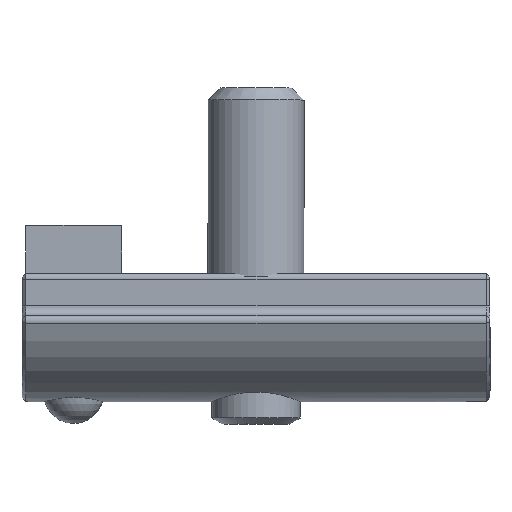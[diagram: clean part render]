
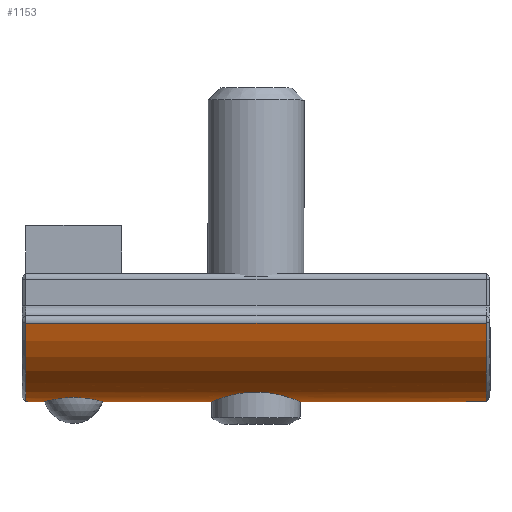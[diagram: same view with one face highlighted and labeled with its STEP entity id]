
A CAD part, left-side view. The second image highlights one B-rep face of the part: STEP entity #1153.
In plain terms, the highlighted cylindrical face has radius 9 mm (diameter 18 mm), a partial arc.
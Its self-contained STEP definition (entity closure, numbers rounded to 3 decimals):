
#99=LINE('',#1873,#181);
#100=LINE('',#1877,#182);
#181=VECTOR('',#1466,38.4);
#182=VECTOR('',#1471,38.4);
#273=B_SPLINE_CURVE_WITH_KNOTS('',3,(#1753,#1754,#1755,#1756,#1757,#1758,
#1759,#1760,#1761,#1762,#1763,#1764,#1765,#1766,#1767,#1768,#1769,#1770,
#1771,#1772,#1773,#1774,#1775,#1776,#1777,#1778,#1779,#1780,#1781,#1782,
#1783,#1784,#1785,#1786),.UNSPECIFIED.,.T.,.F.,(4,2,2,2,2,2,2,2,2,2,2,2,
2,2,2,2,4),(0.,0.097,0.193,0.29,0.387,
0.483,0.58,0.676,0.773,
0.87,0.966,1.063,1.16,1.256,
1.353,1.449,1.546),.UNSPECIFIED.);
#274=B_SPLINE_CURVE_WITH_KNOTS('',3,(#1880,#1881,#1882,#1883,#1884,#1885,
#1886,#1887,#1888,#1889,#1890,#1891,#1892,#1893,#1894,#1895,#1896,#1897,
#1898,#1899,#1900,#1901,#1902,#1903,#1904,#1905,#1906,#1907,#1908,#1909,
#1910,#1911,#1912,#1913),.UNSPECIFIED.,.T.,.F.,(4,2,2,2,2,2,2,2,2,2,2,2,
2,2,2,2,4),(0.,0.143,0.287,0.43,0.573,
0.716,0.859,1.002,1.145,1.289,
1.432,1.575,1.718,1.861,2.004,
2.148,2.291),.UNSPECIFIED.);
#284=CYLINDRICAL_SURFACE('',#1258,9.);
#300=FACE_BOUND('',#423,.T.);
#301=FACE_BOUND('',#424,.T.);
#339=FACE_OUTER_BOUND('',#422,.T.);
#422=EDGE_LOOP('',(#876,#877,#878,#879));
#423=EDGE_LOOP('',(#880));
#424=EDGE_LOOP('',(#881));
#517=CIRCLE('',#1242,9.);
#525=CIRCLE('',#1259,9.);
#562=VERTEX_POINT('',#1752);
#575=VERTEX_POINT('',#1818);
#578=VERTEX_POINT('',#1829);
#591=VERTEX_POINT('',#1872);
#592=VERTEX_POINT('',#1876);
#593=VERTEX_POINT('',#1879);
#663=EDGE_CURVE('',#562,#562,#273,.T.);
#686=EDGE_CURVE('',#575,#578,#517,.T.);
#706=EDGE_CURVE('',#591,#578,#99,.T.);
#708=EDGE_CURVE('',#592,#575,#100,.T.);
#709=EDGE_CURVE('',#591,#592,#525,.T.);
#710=EDGE_CURVE('',#593,#593,#274,.T.);
#876=ORIENTED_EDGE('',*,*,#686,.F.);
#877=ORIENTED_EDGE('',*,*,#708,.F.);
#878=ORIENTED_EDGE('',*,*,#709,.F.);
#879=ORIENTED_EDGE('',*,*,#706,.T.);
#880=ORIENTED_EDGE('',*,*,#663,.T.);
#881=ORIENTED_EDGE('',*,*,#710,.T.);
#1153=ADVANCED_FACE('',(#339,#300,#301),#284,.T.);
#1242=AXIS2_PLACEMENT_3D('',#1833,#1423,#1424);
#1258=AXIS2_PLACEMENT_3D('',#1875,#1469,#1470);
#1259=AXIS2_PLACEMENT_3D('',#1878,#1472,#1473);
#1423=DIRECTION('center_axis',(0.,1.,0.));
#1424=DIRECTION('ref_axis',(0.963,0.,-0.271));
#1466=DIRECTION('',(0.,1.,0.));
#1469=DIRECTION('center_axis',(0.,1.,0.));
#1470=DIRECTION('ref_axis',(0.963,0.,-0.271));
#1471=DIRECTION('',(0.,1.,0.));
#1472=DIRECTION('center_axis',(0.,-1.,0.));
#1473=DIRECTION('ref_axis',(0.963,0.,-0.271));
#1752=CARTESIAN_POINT('',(2.551,15.2,-4.899));
#1753=CARTESIAN_POINT('Ctrl Pts',(2.551,15.2,-4.899));
#1754=CARTESIAN_POINT('Ctrl Pts',(2.551,15.522,-4.899));
#1755=CARTESIAN_POINT('Ctrl Pts',(2.487,15.864,-4.919));
#1756=CARTESIAN_POINT('Ctrl Pts',(2.226,16.492,-4.99));
#1757=CARTESIAN_POINT('Ctrl Pts',(2.03,16.778,-5.04));
#1758=CARTESIAN_POINT('Ctrl Pts',(1.579,17.229,-5.132));
#1759=CARTESIAN_POINT('Ctrl Pts',(1.293,17.424,-5.181));
#1760=CARTESIAN_POINT('Ctrl Pts',(0.666,17.685,-5.249));
#1761=CARTESIAN_POINT('Ctrl Pts',(0.323,17.75,-5.268));
#1762=CARTESIAN_POINT('Ctrl Pts',(-0.321,17.75,-5.268));
#1763=CARTESIAN_POINT('Ctrl Pts',(-0.663,17.685,-5.249));
#1764=CARTESIAN_POINT('Ctrl Pts',(-1.291,17.424,-5.18));
#1765=CARTESIAN_POINT('Ctrl Pts',(-1.576,17.229,-5.132));
#1766=CARTESIAN_POINT('Ctrl Pts',(-2.027,16.778,-5.039));
#1767=CARTESIAN_POINT('Ctrl Pts',(-2.223,16.492,-4.99));
#1768=CARTESIAN_POINT('Ctrl Pts',(-2.484,15.864,-4.919));
#1769=CARTESIAN_POINT('Ctrl Pts',(-2.549,15.522,-4.899));
#1770=CARTESIAN_POINT('Ctrl Pts',(-2.549,14.878,-4.899));
#1771=CARTESIAN_POINT('Ctrl Pts',(-2.484,14.536,-4.919));
#1772=CARTESIAN_POINT('Ctrl Pts',(-2.223,13.908,-4.99));
#1773=CARTESIAN_POINT('Ctrl Pts',(-2.027,13.622,-5.039));
#1774=CARTESIAN_POINT('Ctrl Pts',(-1.576,13.171,-5.132));
#1775=CARTESIAN_POINT('Ctrl Pts',(-1.291,12.976,-5.18));
#1776=CARTESIAN_POINT('Ctrl Pts',(-0.663,12.715,-5.249));
#1777=CARTESIAN_POINT('Ctrl Pts',(-0.321,12.65,-5.268));
#1778=CARTESIAN_POINT('Ctrl Pts',(0.323,12.65,-5.268));
#1779=CARTESIAN_POINT('Ctrl Pts',(0.666,12.715,-5.249));
#1780=CARTESIAN_POINT('Ctrl Pts',(1.293,12.976,-5.181));
#1781=CARTESIAN_POINT('Ctrl Pts',(1.579,13.171,-5.132));
#1782=CARTESIAN_POINT('Ctrl Pts',(2.03,13.622,-5.04));
#1783=CARTESIAN_POINT('Ctrl Pts',(2.226,13.908,-4.99));
#1784=CARTESIAN_POINT('Ctrl Pts',(2.487,14.536,-4.919));
#1785=CARTESIAN_POINT('Ctrl Pts',(2.551,14.878,-4.899));
#1786=CARTESIAN_POINT('Ctrl Pts',(2.551,15.2,-4.899));
#1818=CARTESIAN_POINT('',(8.666,19.2,1.297));
#1829=CARTESIAN_POINT('',(-8.663,19.2,1.297));
#1833=CARTESIAN_POINT('Origin',(0.002,19.2,3.732));
#1872=CARTESIAN_POINT('',(-8.663,-19.2,1.297));
#1873=CARTESIAN_POINT('',(-8.663,0.,1.297));
#1875=CARTESIAN_POINT('Origin',(0.002,0.,3.732));
#1876=CARTESIAN_POINT('',(8.666,-19.2,1.297));
#1877=CARTESIAN_POINT('',(8.666,0.,1.297));
#1878=CARTESIAN_POINT('Origin',(0.002,-19.2,3.732));
#1879=CARTESIAN_POINT('',(3.75,0.,-4.45));
#1880=CARTESIAN_POINT('Ctrl Pts',(3.75,0.,-4.45));
#1881=CARTESIAN_POINT('Ctrl Pts',(3.75,0.478,-4.45));
#1882=CARTESIAN_POINT('Ctrl Pts',(3.653,0.982,-4.497));
#1883=CARTESIAN_POINT('Ctrl Pts',(3.269,1.904,-4.657));
#1884=CARTESIAN_POINT('Ctrl Pts',(2.982,2.322,-4.768));
#1885=CARTESIAN_POINT('Ctrl Pts',(2.322,2.981,-4.971));
#1886=CARTESIAN_POINT('Ctrl Pts',(1.904,3.269,-5.077));
#1887=CARTESIAN_POINT('Ctrl Pts',(0.982,3.654,-5.227));
#1888=CARTESIAN_POINT('Ctrl Pts',(0.477,3.75,-5.268));
#1889=CARTESIAN_POINT('Ctrl Pts',(-0.477,3.75,-5.268));
#1890=CARTESIAN_POINT('Ctrl Pts',(-0.982,3.653,-5.226));
#1891=CARTESIAN_POINT('Ctrl Pts',(-1.904,3.269,-5.076));
#1892=CARTESIAN_POINT('Ctrl Pts',(-2.322,2.981,-4.97));
#1893=CARTESIAN_POINT('Ctrl Pts',(-2.982,2.322,-4.766));
#1894=CARTESIAN_POINT('Ctrl Pts',(-3.269,1.904,-4.655));
#1895=CARTESIAN_POINT('Ctrl Pts',(-3.653,0.982,-4.495));
#1896=CARTESIAN_POINT('Ctrl Pts',(-3.75,0.478,-4.449));
#1897=CARTESIAN_POINT('Ctrl Pts',(-3.75,-0.478,
-4.449));
#1898=CARTESIAN_POINT('Ctrl Pts',(-3.653,-0.982,-4.495));
#1899=CARTESIAN_POINT('Ctrl Pts',(-3.269,-1.904,-4.655));
#1900=CARTESIAN_POINT('Ctrl Pts',(-2.982,-2.322,-4.766));
#1901=CARTESIAN_POINT('Ctrl Pts',(-2.322,-2.981,-4.97));
#1902=CARTESIAN_POINT('Ctrl Pts',(-1.904,-3.269,-5.076));
#1903=CARTESIAN_POINT('Ctrl Pts',(-0.982,-3.653,
-5.226));
#1904=CARTESIAN_POINT('Ctrl Pts',(-0.477,-3.75,-5.268));
#1905=CARTESIAN_POINT('Ctrl Pts',(0.477,-3.75,-5.268));
#1906=CARTESIAN_POINT('Ctrl Pts',(0.982,-3.654,-5.227));
#1907=CARTESIAN_POINT('Ctrl Pts',(1.904,-3.269,-5.077));
#1908=CARTESIAN_POINT('Ctrl Pts',(2.322,-2.981,-4.971));
#1909=CARTESIAN_POINT('Ctrl Pts',(2.982,-2.322,-4.768));
#1910=CARTESIAN_POINT('Ctrl Pts',(3.269,-1.904,-4.657));
#1911=CARTESIAN_POINT('Ctrl Pts',(3.653,-0.982,-4.497));
#1912=CARTESIAN_POINT('Ctrl Pts',(3.75,-0.478,-4.45));
#1913=CARTESIAN_POINT('Ctrl Pts',(3.75,0.,-4.45));
